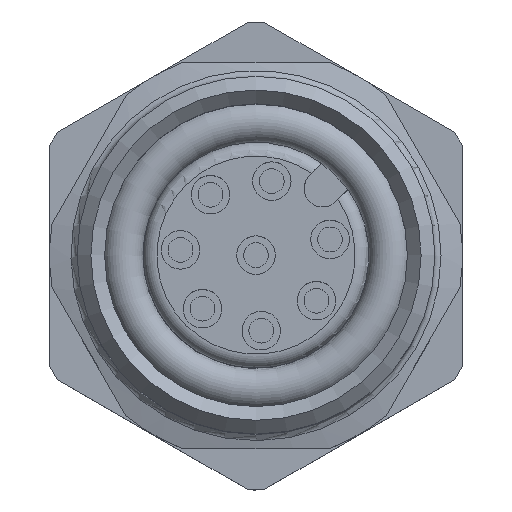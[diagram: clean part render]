
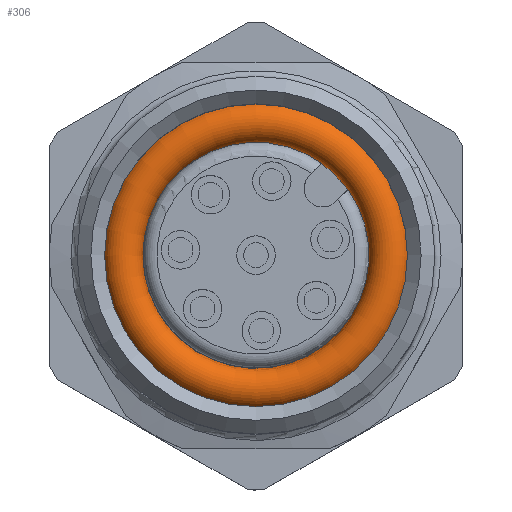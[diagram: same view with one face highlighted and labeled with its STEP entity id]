
A CAD part, top view. The second image highlights one B-rep face of the part: STEP entity #306.
In plain terms, the highlighted toroidal (fillet/blend) face has major radius 4.85 mm and minor radius 0.75 mm.
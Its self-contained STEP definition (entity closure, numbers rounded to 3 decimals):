
#36=TOROIDAL_SURFACE('',#1983,4.85,0.75);
#306=ADVANCED_FACE('',(#516,#517),#36,.T.);
#516=FACE_BOUND('',#758,.T.);
#517=FACE_BOUND('',#759,.T.);
#758=EDGE_LOOP('',(#1139,#1140));
#759=EDGE_LOOP('',(#1141));
#1139=ORIENTED_EDGE('',*,*,#1642,.F.);
#1140=ORIENTED_EDGE('',*,*,#1643,.F.);
#1141=ORIENTED_EDGE('',*,*,#1553,.T.);
#1379=VERTEX_POINT('',#2837);
#1444=VERTEX_POINT('',#3063);
#1445=VERTEX_POINT('',#3064);
#1553=EDGE_CURVE('',#1379,#1379,#1758,.T.);
#1642=EDGE_CURVE('',#1444,#1445,#1799,.T.);
#1643=EDGE_CURVE('',#1445,#1444,#1800,.T.);
#1758=CIRCLE('',#1904,5.5);
#1799=CIRCLE('',#1981,4.1);
#1800=CIRCLE('',#1982,4.1);
#1904=AXIS2_PLACEMENT_3D('',#2836,#2201,#2202);
#1981=AXIS2_PLACEMENT_3D('',#3062,#2391,#2392);
#1982=AXIS2_PLACEMENT_3D('',#3065,#2393,#2394);
#1983=AXIS2_PLACEMENT_3D('',#3066,#2395,#2396);
#2201=DIRECTION('',(0.,0.,1.));
#2202=DIRECTION('',(0.,1.,0.));
#2391=DIRECTION('',(0.,0.,1.));
#2392=DIRECTION('',(0.,-1.,0.));
#2393=DIRECTION('',(0.,0.,1.));
#2394=DIRECTION('',(0.,-1.,0.));
#2395=DIRECTION('',(0.,0.,-1.));
#2396=DIRECTION('',(-1.,0.,0.));
#2836=CARTESIAN_POINT('',(8.435,0.,9.559));
#2837=CARTESIAN_POINT('',(8.435,5.5,9.559));
#3062=CARTESIAN_POINT('',(8.435,0.,9.185));
#3063=CARTESIAN_POINT('',(11.772,2.382,9.185));
#3064=CARTESIAN_POINT('',(10.818,3.337,9.185));
#3065=CARTESIAN_POINT('',(8.435,0.,9.185));
#3066=CARTESIAN_POINT('',(8.435,0.,9.185));
